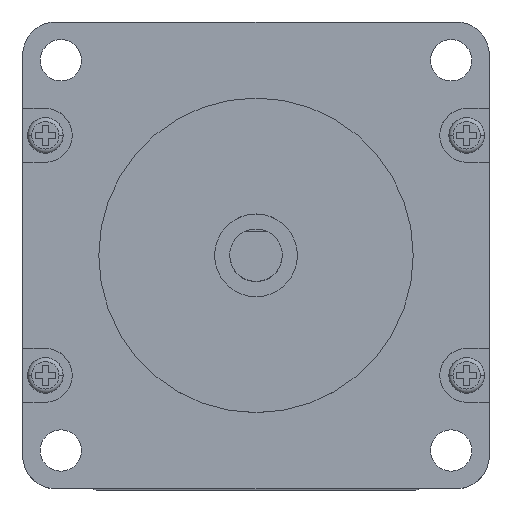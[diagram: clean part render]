
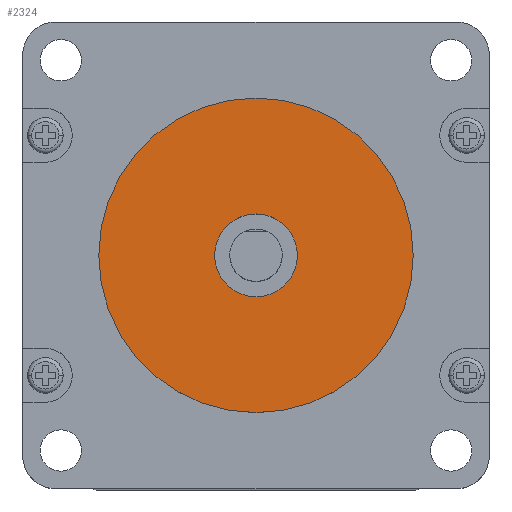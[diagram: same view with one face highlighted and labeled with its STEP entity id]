
A CAD part, top view. The second image highlights one B-rep face of the part: STEP entity #2324.
In plain terms, the highlighted planar face has unit normal (0, 0, 1).
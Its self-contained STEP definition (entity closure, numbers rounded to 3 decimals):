
#20 = FACE_OUTER_BOUND ( 'NONE', #4337, .T. ) ;
#105 = AXIS2_PLACEMENT_3D ( 'NONE', #3961, #2616, #3980 ) ;
#283 = CARTESIAN_POINT ( 'NONE',  ( 19., 0., 47.1 ) ) ;
#355 = AXIS2_PLACEMENT_3D ( 'NONE', #974, #2322, #1319 ) ;
#555 = CARTESIAN_POINT ( 'NONE',  ( 0., 0., 47.1 ) ) ;
#599 = ORIENTED_EDGE ( 'NONE', *, *, #2020, .F. ) ;
#717 = VERTEX_POINT ( 'NONE', #2688 ) ;
#869 = ORIENTED_EDGE ( 'NONE', *, *, #3100, .T. ) ;
#895 = DIRECTION ( 'NONE',  ( 1., 0., 0. ) ) ;
#974 = CARTESIAN_POINT ( 'NONE',  ( 0., 0., 47.1 ) ) ;
#1035 = EDGE_CURVE ( 'NONE', #4260, #1919, #3954, .T. ) ;
#1208 = DIRECTION ( 'NONE',  ( 0., 0., 1. ) ) ;
#1319 = DIRECTION ( 'NONE',  ( 1., 0., 0. ) ) ;
#1549 = CARTESIAN_POINT ( 'NONE',  ( -5., 0., 47.1 ) ) ;
#1569 = DIRECTION ( 'NONE',  ( 1., 0., 0. ) ) ;
#1729 = AXIS2_PLACEMENT_3D ( 'NONE', #3493, #3266, #1569 ) ;
#1766 = DIRECTION ( 'NONE',  ( 1., 0., 0. ) ) ;
#1919 = VERTEX_POINT ( 'NONE', #2928 ) ;
#2020 = EDGE_CURVE ( 'NONE', #4138, #717, #3878, .T. ) ;
#2203 = CIRCLE ( 'NONE', #105, 19. ) ;
#2297 = CIRCLE ( 'NONE', #355, 5. ) ;
#2322 = DIRECTION ( 'NONE',  ( 0., 0., 1. ) ) ;
#2324 = ADVANCED_FACE ( 'NONE', ( #2427, #20 ), #3190, .T. ) ;
#2427 = FACE_BOUND ( 'NONE', #3702, .T. ) ;
#2616 = DIRECTION ( 'NONE',  ( 0., 0., 1. ) ) ;
#2675 = AXIS2_PLACEMENT_3D ( 'NONE', #555, #1208, #895 ) ;
#2688 = CARTESIAN_POINT ( 'NONE',  ( 5., 0., 47.1 ) ) ;
#2767 = CARTESIAN_POINT ( 'NONE',  ( 0., 0., 47.1 ) ) ;
#2894 = EDGE_CURVE ( 'NONE', #717, #4138, #2297, .T. ) ;
#2928 = CARTESIAN_POINT ( 'NONE',  ( -19., 0., 47.1 ) ) ;
#3100 = EDGE_CURVE ( 'NONE', #1919, #4260, #2203, .T. ) ;
#3190 = PLANE ( 'NONE',  #4290 ) ;
#3266 = DIRECTION ( 'NONE',  ( 0., 0., 1. ) ) ;
#3493 = CARTESIAN_POINT ( 'NONE',  ( 0., 0., 47.1 ) ) ;
#3702 = EDGE_LOOP ( 'NONE', ( #4336, #599 ) ) ;
#3878 = CIRCLE ( 'NONE', #1729, 5. ) ;
#3954 = CIRCLE ( 'NONE', #2675, 19. ) ;
#3961 = CARTESIAN_POINT ( 'NONE',  ( 0., 0., 47.1 ) ) ;
#3980 = DIRECTION ( 'NONE',  ( 1., 0., 0. ) ) ;
#4131 = DIRECTION ( 'NONE',  ( 0., 0., 1. ) ) ;
#4138 = VERTEX_POINT ( 'NONE', #1549 ) ;
#4260 = VERTEX_POINT ( 'NONE', #283 ) ;
#4290 = AXIS2_PLACEMENT_3D ( 'NONE', #2767, #4131, #1766 ) ;
#4336 = ORIENTED_EDGE ( 'NONE', *, *, #2894, .F. ) ;
#4337 = EDGE_LOOP ( 'NONE', ( #869, #4414 ) ) ;
#4414 = ORIENTED_EDGE ( 'NONE', *, *, #1035, .T. ) ;
